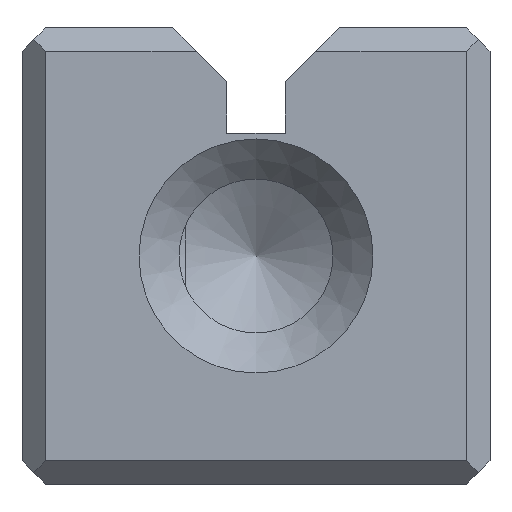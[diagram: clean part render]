
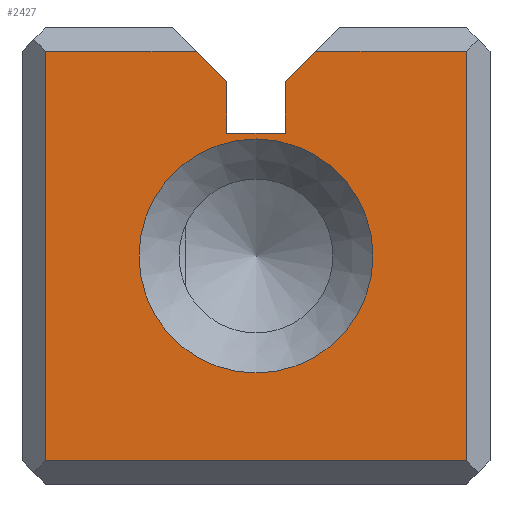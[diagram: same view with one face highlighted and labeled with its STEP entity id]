
A CAD part, front view. The second image highlights one B-rep face of the part: STEP entity #2427.
In plain terms, the highlighted planar face has unit normal (0, -1, 0).
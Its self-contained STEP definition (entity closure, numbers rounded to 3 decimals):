
#2427=ADVANCED_FACE('',(#3227,#3228),#2764,.T.);
#2764=PLANE('',#8209);
#2994=CIRCLE('',#8208,1.);
#3227=FACE_BOUND('',#3327,.T.);
#3228=FACE_BOUND('',#3328,.T.);
#3327=EDGE_LOOP('',(#3937,#3938,#3939,#3940,#3941,#3942,#3943,#3944,#3945,
#3946));
#3328=EDGE_LOOP('',(#3947));
#3937=ORIENTED_EDGE('',*,*,#6257,.T.);
#3938=ORIENTED_EDGE('',*,*,#6258,.F.);
#3939=ORIENTED_EDGE('',*,*,#6259,.F.);
#3940=ORIENTED_EDGE('',*,*,#6260,.F.);
#3941=ORIENTED_EDGE('',*,*,#6261,.T.);
#3942=ORIENTED_EDGE('',*,*,#6262,.T.);
#3943=ORIENTED_EDGE('',*,*,#6263,.T.);
#3944=ORIENTED_EDGE('',*,*,#6264,.T.);
#3945=ORIENTED_EDGE('',*,*,#6265,.T.);
#3946=ORIENTED_EDGE('',*,*,#6266,.F.);
#3947=ORIENTED_EDGE('',*,*,#6267,.T.);
#5669=VERTEX_POINT('',#10409);
#5670=VERTEX_POINT('',#10410);
#5671=VERTEX_POINT('',#10412);
#5672=VERTEX_POINT('',#10414);
#5673=VERTEX_POINT('',#10416);
#5674=VERTEX_POINT('',#10418);
#5675=VERTEX_POINT('',#10420);
#5676=VERTEX_POINT('',#10422);
#5677=VERTEX_POINT('',#10424);
#5678=VERTEX_POINT('',#10426);
#5679=VERTEX_POINT('',#10429);
#6257=EDGE_CURVE('',#5669,#5670,#7043,.T.);
#6258=EDGE_CURVE('',#5671,#5670,#7044,.T.);
#6259=EDGE_CURVE('',#5672,#5671,#7045,.T.);
#6260=EDGE_CURVE('',#5673,#5672,#7046,.T.);
#6261=EDGE_CURVE('',#5673,#5674,#7047,.T.);
#6262=EDGE_CURVE('',#5674,#5675,#7048,.T.);
#6263=EDGE_CURVE('',#5675,#5676,#7049,.T.);
#6264=EDGE_CURVE('',#5676,#5677,#7050,.T.);
#6265=EDGE_CURVE('',#5677,#5678,#7051,.T.);
#6266=EDGE_CURVE('',#5669,#5678,#7052,.T.);
#6267=EDGE_CURVE('',#5679,#5679,#2994,.T.);
#7043=LINE('',#10408,#7703);
#7044=LINE('',#10411,#7704);
#7045=LINE('',#10413,#7705);
#7046=LINE('',#10415,#7706);
#7047=LINE('',#10417,#7707);
#7048=LINE('',#10419,#7708);
#7049=LINE('',#10421,#7709);
#7050=LINE('',#10423,#7710);
#7051=LINE('',#10425,#7711);
#7052=LINE('',#10427,#7712);
#7703=VECTOR('',#8653,1.);
#7704=VECTOR('',#8654,1.);
#7705=VECTOR('',#8655,1.);
#7706=VECTOR('',#8656,1.);
#7707=VECTOR('',#8657,1.);
#7708=VECTOR('',#8658,1.);
#7709=VECTOR('',#8659,1.);
#7710=VECTOR('',#8660,1.);
#7711=VECTOR('',#8661,1.);
#7712=VECTOR('',#8662,1.);
#8208=AXIS2_PLACEMENT_3D('',#10428,#8663,#8664);
#8209=AXIS2_PLACEMENT_3D('',#10430,#8665,#8666);
#8653=DIRECTION('',(0.,0.,-1.));
#8654=DIRECTION('',(1.,0.,0.));
#8655=DIRECTION('',(0.,0.,-1.));
#8656=DIRECTION('',(0.707,0.,-0.707));
#8657=DIRECTION('',(-1.,0.,0.));
#8658=DIRECTION('',(0.,0.,-1.));
#8659=DIRECTION('',(1.,0.,0.));
#8660=DIRECTION('',(0.,0.,1.));
#8661=DIRECTION('',(-1.,0.,0.));
#8662=DIRECTION('',(0.707,0.,0.707));
#8663=DIRECTION('',(0.,1.,0.));
#8664=DIRECTION('',(0.,0.,1.));
#8665=DIRECTION('',(0.,-1.,0.));
#8666=DIRECTION('',(0.,0.,1.));
#10408=CARTESIAN_POINT('',(2.25,0.,3.));
#10409=CARTESIAN_POINT('',(2.25,0.,3.439));
#10410=CARTESIAN_POINT('',(2.25,0.,3.));
#10411=CARTESIAN_POINT('',(1.75,0.,3.));
#10412=CARTESIAN_POINT('',(1.75,0.,3.));
#10413=CARTESIAN_POINT('',(1.75,0.,3.));
#10414=CARTESIAN_POINT('',(1.75,0.,3.439));
#10415=CARTESIAN_POINT('',(1.289,0.,3.9));
#10416=CARTESIAN_POINT('',(1.489,0.,3.7));
#10417=CARTESIAN_POINT('',(2.,0.,3.7));
#10418=CARTESIAN_POINT('',(0.2,0.,3.7));
#10419=CARTESIAN_POINT('',(0.2,0.,0.));
#10420=CARTESIAN_POINT('',(0.2,0.,0.2));
#10421=CARTESIAN_POINT('',(2.,0.,0.2));
#10422=CARTESIAN_POINT('',(3.8,0.,0.2));
#10423=CARTESIAN_POINT('',(3.8,0.,0.));
#10424=CARTESIAN_POINT('',(3.8,0.,3.7));
#10425=CARTESIAN_POINT('',(2.,0.,3.7));
#10426=CARTESIAN_POINT('',(2.511,0.,3.7));
#10427=CARTESIAN_POINT('',(2.,0.,3.189));
#10428=CARTESIAN_POINT('',(2.,0.,1.95));
#10429=CARTESIAN_POINT('',(2.,0.,2.95));
#10430=CARTESIAN_POINT('',(2.,0.,0.));
